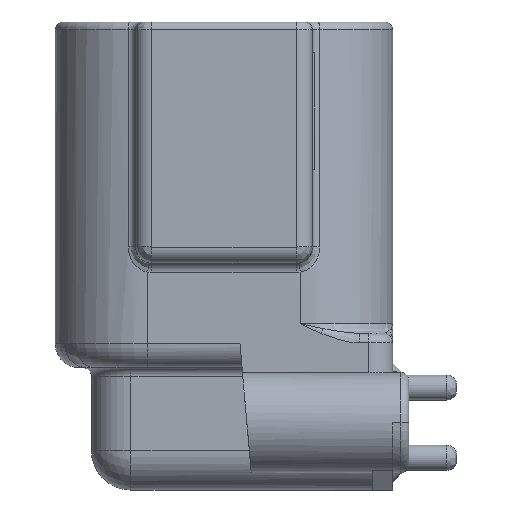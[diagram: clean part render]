
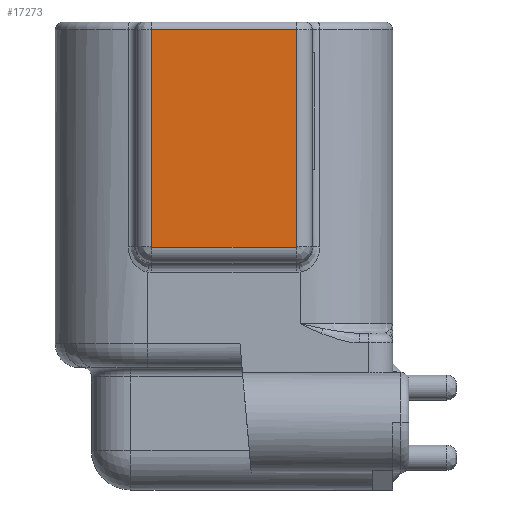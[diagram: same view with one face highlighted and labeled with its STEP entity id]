
A CAD part, left-side view. The second image highlights one B-rep face of the part: STEP entity #17273.
In plain terms, the highlighted planar face has unit normal (-1, 0, 0).
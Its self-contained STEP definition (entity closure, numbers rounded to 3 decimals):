
#7654=DIRECTION('',(0.,1.,0.));
#7655=VECTOR('',#7654,9.176);
#7656=CARTESIAN_POINT('',(-14.122,-4.588,-0.5));
#7657=LINE('',#7656,#7655);
#7661=DIRECTION('',(0.,0.,1.));
#7662=VECTOR('',#7661,13.724);
#7663=CARTESIAN_POINT('',(-14.122,-4.588,-14.224));
#7664=LINE('',#7663,#7662);
#7668=CARTESIAN_POINT('',(-14.122,-4.572,-14.224));
#7669=DIRECTION('',(-1.,0.,0.));
#7670=DIRECTION('',(0.,0.,-1.));
#7671=AXIS2_PLACEMENT_3D('',#7668,#7669,#7670);
#7676=DIRECTION('',(0.,-1.,0.));
#7677=VECTOR('',#7676,9.144);
#7678=CARTESIAN_POINT('',(-14.122,4.572,-14.24));
#7679=LINE('',#7678,#7677);
#7683=CARTESIAN_POINT('',(-14.122,4.572,-14.224));
#7684=DIRECTION('',(-1.,0.,0.));
#7685=DIRECTION('',(0.,1.,0.));
#7686=AXIS2_PLACEMENT_3D('',#7683,#7684,#7685);
#7691=DIRECTION('',(0.,0.,-1.));
#7692=VECTOR('',#7691,13.724);
#7693=CARTESIAN_POINT('',(-14.122,4.588,-0.5));
#7694=LINE('',#7693,#7692);
#9991=CARTESIAN_POINT('',(-14.122,-4.588,-0.5));
#9992=CARTESIAN_POINT('',(-14.122,4.588,-0.5));
#9993=VERTEX_POINT('',#9991);
#9994=VERTEX_POINT('',#9992);
#10115=CARTESIAN_POINT('',(-14.122,4.588,-14.224));
#10116=VERTEX_POINT('',#10115);
#10119=CARTESIAN_POINT('',(-14.122,4.572,-14.24));
#10120=VERTEX_POINT('',#10119);
#10123=CARTESIAN_POINT('',(-14.122,-4.572,-14.24));
#10124=VERTEX_POINT('',#10123);
#10127=CARTESIAN_POINT('',(-14.122,-4.588,-14.224));
#10128=VERTEX_POINT('',#10127);
#17257=CARTESIAN_POINT('',(-14.122,0.,0.));
#17258=DIRECTION('',(-1.,0.,0.));
#17259=DIRECTION('',(0.,-1.,0.));
#17260=AXIS2_PLACEMENT_3D('',#17257,#17258,#17259);
#17261=PLANE('',#17260);
#17262=ORIENTED_EDGE('',*,*,#12411,.F.);
#17263=ORIENTED_EDGE('',*,*,#12453,.F.);
#17265=ORIENTED_EDGE('',*,*,#17264,.F.);
#17266=ORIENTED_EDGE('',*,*,#17247,.F.);
#17268=ORIENTED_EDGE('',*,*,#17267,.F.);
#17270=ORIENTED_EDGE('',*,*,#17269,.F.);
#17271=EDGE_LOOP('',(#17262,#17263,#17265,#17266,#17268,#17270));
#17272=FACE_OUTER_BOUND('',#17271,.F.);
#17273=ADVANCED_FACE('',(#17272),#17261,.T.);
#7672=CIRCLE('',#7671,0.016);
#7687=CIRCLE('',#7686,0.016);
#12411=EDGE_CURVE('',#9993,#9994,#7657,.T.);
#12453=EDGE_CURVE('',#10128,#9993,#7664,.T.);
#17247=EDGE_CURVE('',#10120,#10124,#7679,.T.);
#17264=EDGE_CURVE('',#10124,#10128,#7672,.T.);
#17267=EDGE_CURVE('',#10116,#10120,#7687,.T.);
#17269=EDGE_CURVE('',#9994,#10116,#7694,.T.);
